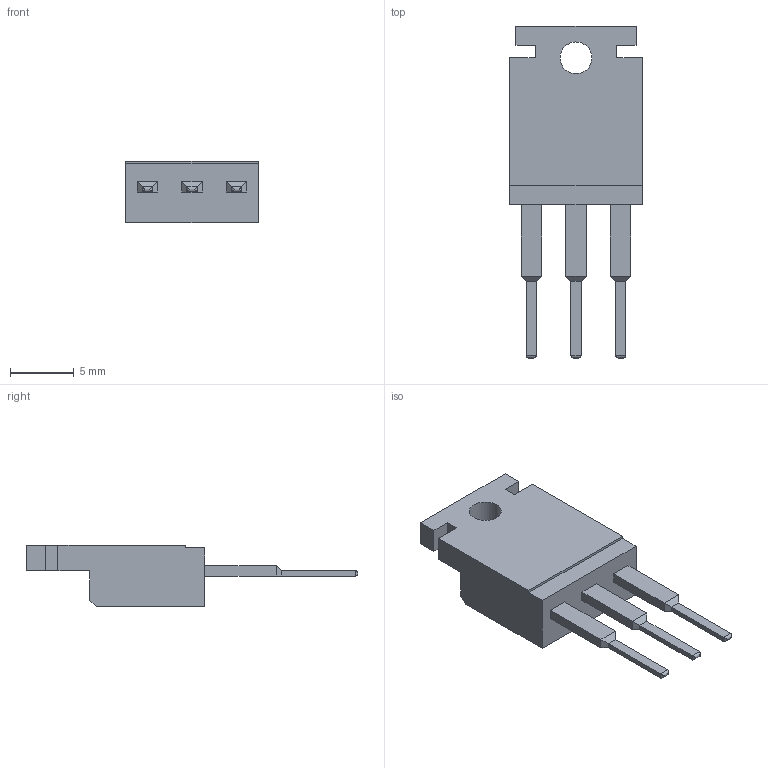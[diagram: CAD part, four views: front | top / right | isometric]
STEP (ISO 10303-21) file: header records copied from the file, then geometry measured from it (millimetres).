
FILE_DESCRIPTION(/* description */ (''),/* implementation_level */ '2;1');
FILE_NAME(/* name */ '51.stp',/* time_stamp */ '2023-12-16T16:51:29+02:00',/* author */ ('Shado'),/* organization */ (''),/* preprocessor_version */ 'ST-DEVELOPER v19.2',/* originating_system */ 'Autodesk Inventor 2024',/* authorisation */ '');
FILE_SCHEMA (('AUTOMOTIVE_DESIGN { 1 0 10303 214 3 1 1 }'));
Length unit declared in the file: millimetre
Products named in the file (1): 51
Bounding box: 10.4 x 26 x 4.8 mm (x, y, z)
Volume: 556.1 mm3; surface area: 626.2 mm2
Topology: 1 solids, 1 shells, 59 faces, 144 edges, 90 vertices
Faces by surface type: plane 49, cylinder 10
Full cylindrical faces by diameter (mm): 2.5 x1
Entity records: 1735 total; most frequent: CARTESIAN_POINT 294, ORIENTED_EDGE 288, DIRECTION 278, EDGE_CURVE 144, LINE 130, VECTOR 130, VERTEX_POINT 90, AXIS2_PLACEMENT_3D 74
